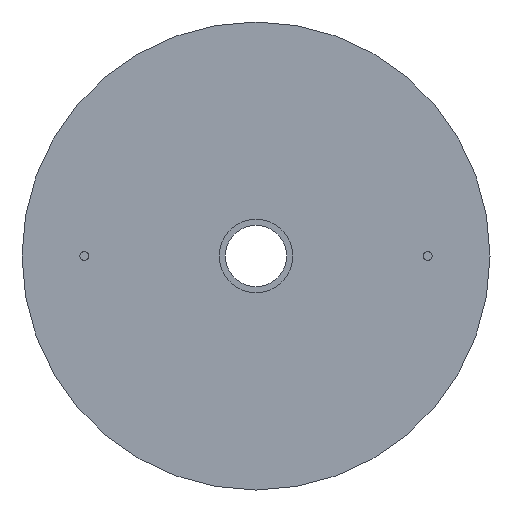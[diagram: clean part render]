
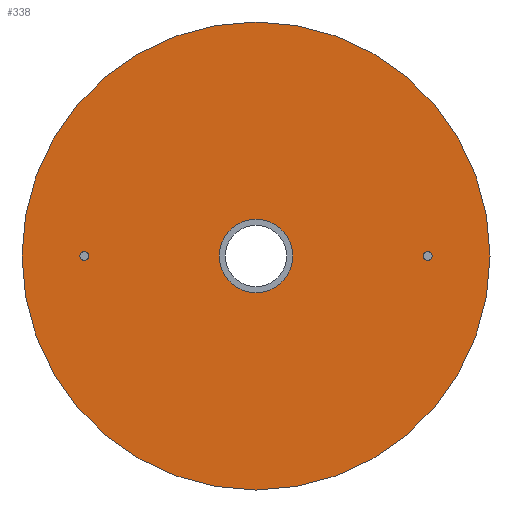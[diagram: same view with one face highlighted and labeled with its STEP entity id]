
A CAD part, front view. The second image highlights one B-rep face of the part: STEP entity #338.
In plain terms, the highlighted planar face has unit normal (0, -1, 0).
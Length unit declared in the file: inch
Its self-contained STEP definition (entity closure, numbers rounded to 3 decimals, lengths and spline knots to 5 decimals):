
#1=CARTESIAN_POINT('',(0.,-0.515,0.));
#2=DIRECTION('',(0.,-1.,0.));
#3=DIRECTION('',(-1.,0.,0.));
#4=AXIS2_PLACEMENT_3D('',#1,#2,#3);
#6=CARTESIAN_POINT('',(0.,-0.515,0.));
#7=DIRECTION('',(0.,-1.,0.));
#8=DIRECTION('',(1.,0.,0.));
#9=AXIS2_PLACEMENT_3D('',#6,#7,#8);
#11=CARTESIAN_POINT('',(0.55,-0.515,0.));
#12=DIRECTION('',(0.,-1.,0.));
#13=DIRECTION('',(1.,0.,0.));
#14=AXIS2_PLACEMENT_3D('',#11,#12,#13);
#16=CARTESIAN_POINT('',(0.55,-0.515,0.));
#17=DIRECTION('',(0.,-1.,0.));
#18=DIRECTION('',(-1.,0.,0.));
#19=AXIS2_PLACEMENT_3D('',#16,#17,#18);
#21=CARTESIAN_POINT('',(-0.55,-0.515,0.));
#22=DIRECTION('',(0.,-1.,0.));
#23=DIRECTION('',(1.,0.,0.));
#24=AXIS2_PLACEMENT_3D('',#21,#22,#23);
#26=CARTESIAN_POINT('',(-0.55,-0.515,0.));
#27=DIRECTION('',(0.,-1.,0.));
#28=DIRECTION('',(-1.,0.,0.));
#29=AXIS2_PLACEMENT_3D('',#26,#27,#28);
#31=CARTESIAN_POINT('',(0.,-0.515,0.));
#32=DIRECTION('',(0.,-1.,0.));
#33=DIRECTION('',(-1.,0.,0.));
#34=AXIS2_PLACEMENT_3D('',#31,#32,#33);
#36=CARTESIAN_POINT('',(0.,-0.515,0.));
#37=DIRECTION('',(0.,-1.,0.));
#38=DIRECTION('',(1.,0.,0.));
#39=AXIS2_PLACEMENT_3D('',#36,#37,#38);
#249=CARTESIAN_POINT('',(-0.75,-0.515,0.));
#250=CARTESIAN_POINT('',(0.75,-0.515,0.));
#251=VERTEX_POINT('',#249);
#252=VERTEX_POINT('',#250);
#277=CARTESIAN_POINT('',(0.5645,-0.515,0.));
#278=CARTESIAN_POINT('',(0.5355,-0.515,0.));
#279=VERTEX_POINT('',#277);
#280=VERTEX_POINT('',#278);
#281=CARTESIAN_POINT('',(-0.5355,-0.515,0.));
#282=CARTESIAN_POINT('',(-0.5645,-0.515,0.));
#283=VERTEX_POINT('',#281);
#284=VERTEX_POINT('',#282);
#301=CARTESIAN_POINT('',(-0.118,-0.515,0.));
#302=CARTESIAN_POINT('',(0.118,-0.515,0.));
#303=VERTEX_POINT('',#301);
#304=VERTEX_POINT('',#302);
#309=CARTESIAN_POINT('',(0.,-0.515,0.));
#310=DIRECTION('',(0.,1.,0.));
#311=DIRECTION('',(1.,0.,0.));
#312=AXIS2_PLACEMENT_3D('',#309,#310,#311);
#313=PLANE('',#312);
#315=ORIENTED_EDGE('',*,*,#314,.F.);
#317=ORIENTED_EDGE('',*,*,#316,.F.);
#318=EDGE_LOOP('',(#315,#317));
#319=FACE_OUTER_BOUND('',#318,.F.);
#321=ORIENTED_EDGE('',*,*,#320,.T.);
#323=ORIENTED_EDGE('',*,*,#322,.T.);
#324=EDGE_LOOP('',(#321,#323));
#325=FACE_BOUND('',#324,.F.);
#327=ORIENTED_EDGE('',*,*,#326,.T.);
#329=ORIENTED_EDGE('',*,*,#328,.T.);
#330=EDGE_LOOP('',(#327,#329));
#331=FACE_BOUND('',#330,.F.);
#333=ORIENTED_EDGE('',*,*,#332,.T.);
#335=ORIENTED_EDGE('',*,*,#334,.T.);
#336=EDGE_LOOP('',(#333,#335));
#337=FACE_BOUND('',#336,.F.);
#5=CIRCLE('',#4,0.75);
#10=CIRCLE('',#9,0.75);
#15=CIRCLE('',#14,0.0145);
#20=CIRCLE('',#19,0.0145);
#25=CIRCLE('',#24,0.0145);
#30=CIRCLE('',#29,0.0145);
#35=CIRCLE('',#34,0.118);
#40=CIRCLE('',#39,0.118);
#314=EDGE_CURVE('',#251,#252,#5,.T.);
#316=EDGE_CURVE('',#252,#251,#10,.T.);
#320=EDGE_CURVE('',#279,#280,#15,.T.);
#322=EDGE_CURVE('',#280,#279,#20,.T.);
#326=EDGE_CURVE('',#283,#284,#25,.T.);
#328=EDGE_CURVE('',#284,#283,#30,.T.);
#332=EDGE_CURVE('',#303,#304,#35,.T.);
#334=EDGE_CURVE('',#304,#303,#40,.T.);
#338=ADVANCED_FACE('',(#319,#325,#331,#337),#313,.F.);
